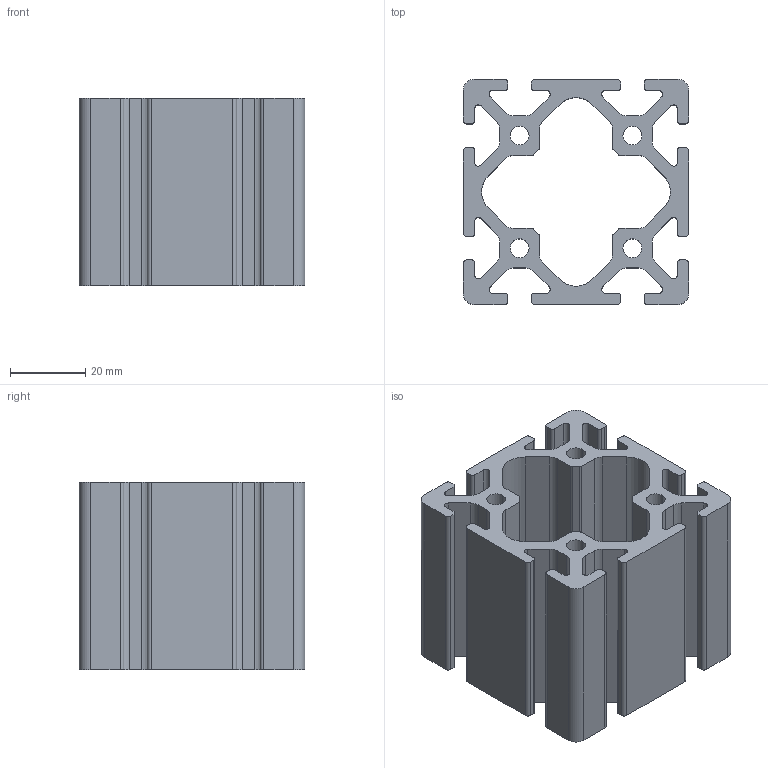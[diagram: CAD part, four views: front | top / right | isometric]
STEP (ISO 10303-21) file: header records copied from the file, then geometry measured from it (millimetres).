
FILE_DESCRIPTION (( 'STEP AP214' ), '1' );
FILE_NAME ('BASE06E0083-Profilé 6 60x60 lourd.step', '2023-03-24T09:36:58', ( 'Altae' ), ( '' ), 'SwSTEP 2.0', 'SolidWorks 2021', '' );
FILE_SCHEMA (( 'AUTOMOTIVE_DESIGN' ));
Length unit declared in the file: millimetre
Products named in the file (1): BASE06E0083-Profilé 6 60x60 lourd
Bounding box: 60 x 60 x 50 mm (x, y, z)
Volume: 67289.3 mm3; surface area: 37840.2 mm2
Topology: 1 solids, 1 shells, 191 faces, 567 edges, 378 vertices
Faces by surface type: cylinder 101, plane 90
Entity records: 6517 total; most frequent: DIRECTION 1153, CARTESIAN_POINT 1137, ORIENTED_EDGE 1134, EDGE_CURVE 567, AXIS2_PLACEMENT_3D 394, VERTEX_POINT 378, VECTOR 365, LINE 365
